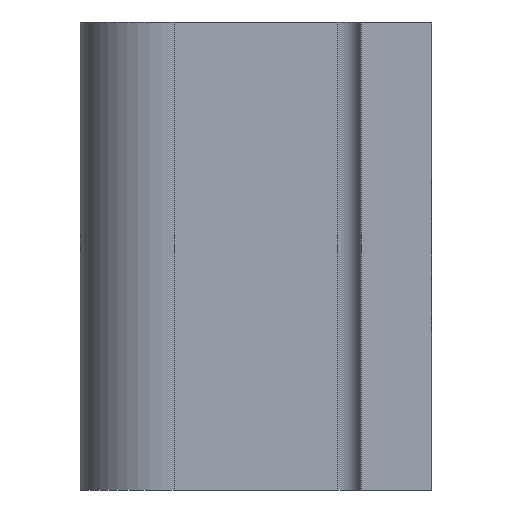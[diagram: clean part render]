
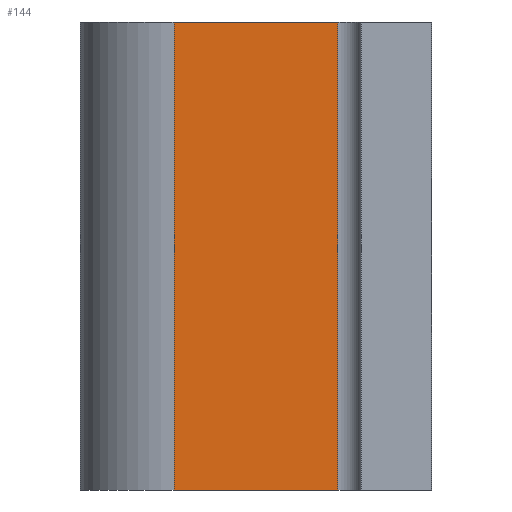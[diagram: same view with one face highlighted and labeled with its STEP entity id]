
A CAD part, left-side view. The second image highlights one B-rep face of the part: STEP entity #144.
In plain terms, the highlighted planar face has unit normal (-1, 0, 0).
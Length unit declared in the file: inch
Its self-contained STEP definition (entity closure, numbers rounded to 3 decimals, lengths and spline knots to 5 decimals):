
#144=ADVANCED_FACE('',(#296),#297,.T.);
#296=FACE_OUTER_BOUND('',#550,.T.);
#297=PLANE('',#551);
#550=EDGE_LOOP('',(#922,#923,#924,#925));
#551=AXIS2_PLACEMENT_3D('',#926,#927,#928);
#922=ORIENTED_EDGE('',*,*,#1073,.T.);
#923=ORIENTED_EDGE('',*,*,#1139,.F.);
#924=ORIENTED_EDGE('',*,*,#1140,.F.);
#925=ORIENTED_EDGE('',*,*,#1141,.T.);
#926=CARTESIAN_POINT('',(3.43798,5.5,0.0));
#927=DIRECTION('',(-1.0,-0.0,0.0));
#928=DIRECTION('',(0.0,-1.0,-0.0));
#1073=EDGE_CURVE('',#1228,#1226,#1229,.T.);
#1139=EDGE_CURVE('',#1328,#1226,#1329,.T.);
#1140=EDGE_CURVE('',#1330,#1328,#1331,.T.);
#1141=EDGE_CURVE('',#1330,#1228,#1332,.T.);
#1226=VERTEX_POINT('',#1465);
#1228=VERTEX_POINT('',#1470);
#1229=LINE('',#1471,#1472);
#1328=VERTEX_POINT('',#1665);
#1329=LINE('',#1666,#1667);
#1330=VERTEX_POINT('',#1668);
#1331=LINE('',#1669,#1670);
#1332=LINE('',#1671,#1672);
#1465=CARTESIAN_POINT('',(3.43798,5.71875,1.25));
#1470=CARTESIAN_POINT('',(3.43798,5.28125,1.25));
#1471=CARTESIAN_POINT('',(3.43798,5.28125,1.25));
#1472=VECTOR('',#1756,1.0);
#1665=CARTESIAN_POINT('',(3.43798,5.71875,0.0));
#1666=CARTESIAN_POINT('',(3.43798,5.71875,0.0));
#1667=VECTOR('',#1785,1.0);
#1668=CARTESIAN_POINT('',(3.43798,5.28125,0.0));
#1669=CARTESIAN_POINT('',(3.43798,5.28125,0.0));
#1670=VECTOR('',#1786,1.0);
#1671=CARTESIAN_POINT('',(3.43798,5.28125,0.0));
#1672=VECTOR('',#1787,1.0);
#1756=DIRECTION('',(0.0,1.0,0.0));
#1785=DIRECTION('',(0.0,0.0,1.0));
#1786=DIRECTION('',(0.0,1.0,0.0));
#1787=DIRECTION('',(0.0,0.0,1.0));
